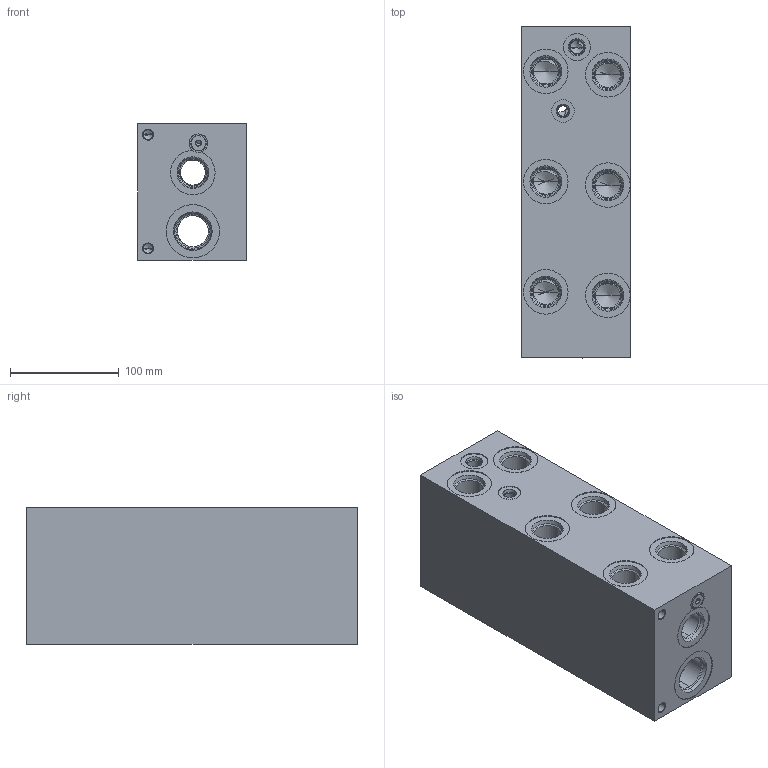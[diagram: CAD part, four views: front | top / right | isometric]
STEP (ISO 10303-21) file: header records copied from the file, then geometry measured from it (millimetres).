
FILE_DESCRIPTION((''),'2;1');
FILE_NAME('VLG_ASM','2024-02-14T',('ProEService'),(''),'PRO/ENGINEER BY PARAMETRIC TECHNOLOGY CORPORATION, 2014200','PRO/ENGINEER BY PARAMETRIC TECHNOLOGY CORPORATION, 2014200','');
FILE_SCHEMA(('CONFIG_CONTROL_DESIGN'));
Length unit declared in the file: inch
Products named in the file (3): 153-230-002; A330-006-004; VLG_ASM
Assembly tree (3 placements, depth 2):
  VLG_ASM
    153-230-002
    A330-006-004  x2
Bounding box: 100.03 x 305.87 x 125.43 mm (x, y, z)
Volume: 3102236.3 mm3; surface area: 290934.4 mm2
Topology: 3 solids, 3 shells, 502 faces, 1688 edges, 1401 vertices
Faces by surface type: cone 254, cylinder 190, plane 52, torus 6
Entity records: 18719 total; most frequent: CARTESIAN_POINT 5464, DIRECTION 2895, ORIENTED_EDGE 2362, EDGE_CURVE 1181, AXIS2_PLACEMENT_3D 1041, VECTOR 813, LINE 813, VERTEX_POINT 760
